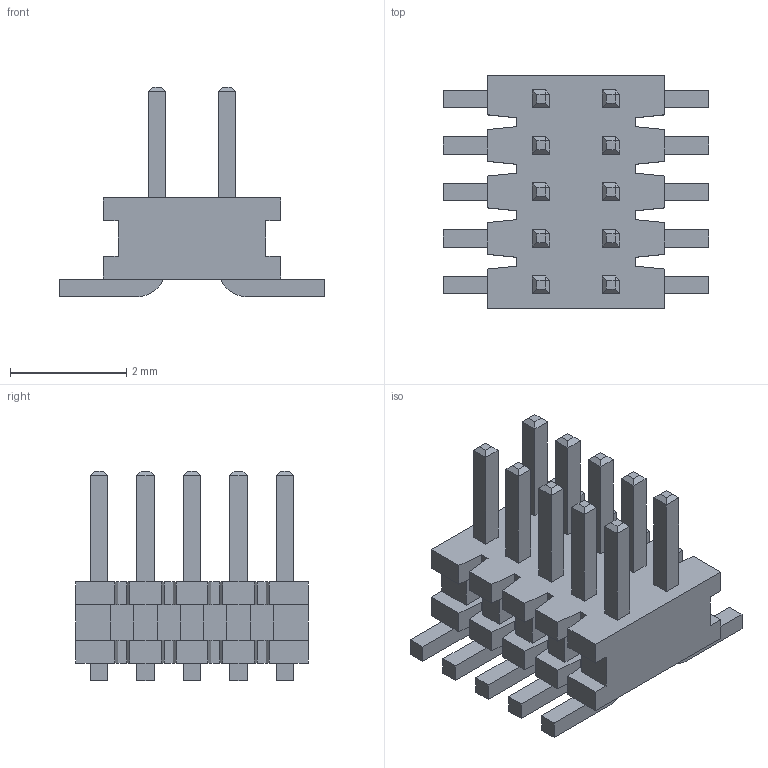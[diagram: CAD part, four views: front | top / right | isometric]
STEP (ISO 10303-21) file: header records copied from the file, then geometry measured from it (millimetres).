
FILE_DESCRIPTION((''),'2;1');
FILE_NAME('SAMTEC_FTE-105-01-G-DV','2009-06-23T',('dburnier'),(''),'PRO/ENGINEER BY PARAMETRIC TECHNOLOGY CORPORATION, 2008410','PRO/ENGINEER BY PARAMETRIC TECHNOLOGY CORPORATION, 2008410','');
FILE_SCHEMA(('AUTOMOTIVE_DESIGN_CC2 { 1 2 10303 214 -1 1 5 2 }'));
Length unit declared in the file: inch
Products named in the file (1): SAMTEC_FTE-105-01-G-DV
Bounding box: 4.57 x 4 x 3.61 mm (x, y, z)
Volume: 17.4 mm3; surface area: 96.1 mm2
Topology: 1 solids, 1 shells, 280 faces, 724 edges, 456 vertices
Faces by surface type: plane 270, cylinder 10
Entity records: 10254 total; most frequent: CARTESIAN_POINT 1460, ORIENTED_EDGE 1448, DIRECTION 1304, EDGE_CURVE 724, VECTOR 704, LINE 704, VERTEX_POINT 456, AXIS2_PLACEMENT_3D 300
